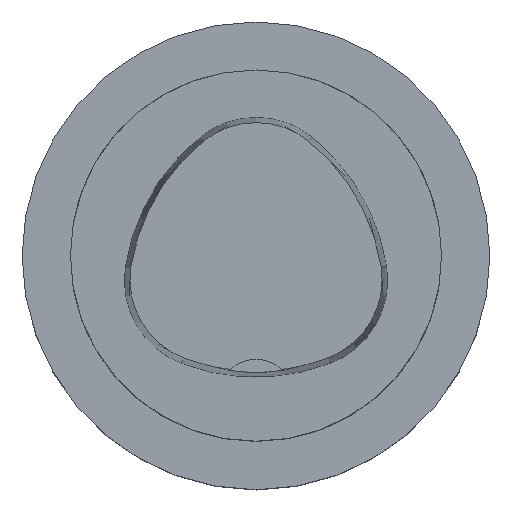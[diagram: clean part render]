
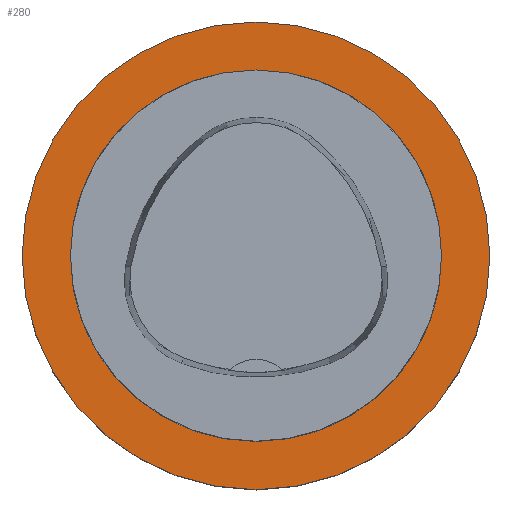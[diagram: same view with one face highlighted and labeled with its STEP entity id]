
A CAD part, top view. The second image highlights one B-rep face of the part: STEP entity #280.
In plain terms, the highlighted planar face has unit normal (0, 0, 1).
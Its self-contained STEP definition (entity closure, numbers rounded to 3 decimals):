
#280=ADVANCED_FACE('',(#346,#347),#314,.T.);
#314=PLANE('',#822);
#346=FACE_BOUND('',#397,.T.);
#347=FACE_BOUND('',#398,.T.);
#397=EDGE_LOOP('',(#535));
#398=EDGE_LOOP('',(#536));
#535=ORIENTED_EDGE('',*,*,#671,.T.);
#536=ORIENTED_EDGE('',*,*,#713,.F.);
#611=VERTEX_POINT('',#1101);
#637=VERTEX_POINT('',#1198);
#671=EDGE_CURVE('',#611,#611,#739,.T.);
#713=EDGE_CURVE('',#637,#637,#757,.T.);
#739=CIRCLE('',#776,25.0);
#757=CIRCLE('',#821,31.5);
#776=AXIS2_PLACEMENT_3D('',#1100,#885,#886);
#821=AXIS2_PLACEMENT_3D('',#1197,#993,#994);
#822=AXIS2_PLACEMENT_3D('',#1199,#995,#996);
#885=DIRECTION('',(0.0,0.0,-1.0));
#886=DIRECTION('',(-1.0,0.0,0.0));
#993=DIRECTION('',(0.0,0.0,-1.0));
#994=DIRECTION('',(-1.0,0.0,0.0));
#995=DIRECTION('',(0.0,0.0,1.0));
#996=DIRECTION('',(1.0,0.0,0.0));
#1100=CARTESIAN_POINT('',(0.0,0.0,-20.0));
#1101=CARTESIAN_POINT('',(-25.0,0.0,-20.0));
#1197=CARTESIAN_POINT('',(0.,0.,-20.0));
#1198=CARTESIAN_POINT('',(-31.5,0.,-20.0));
#1199=CARTESIAN_POINT('',(0.,0.,-20.0));
